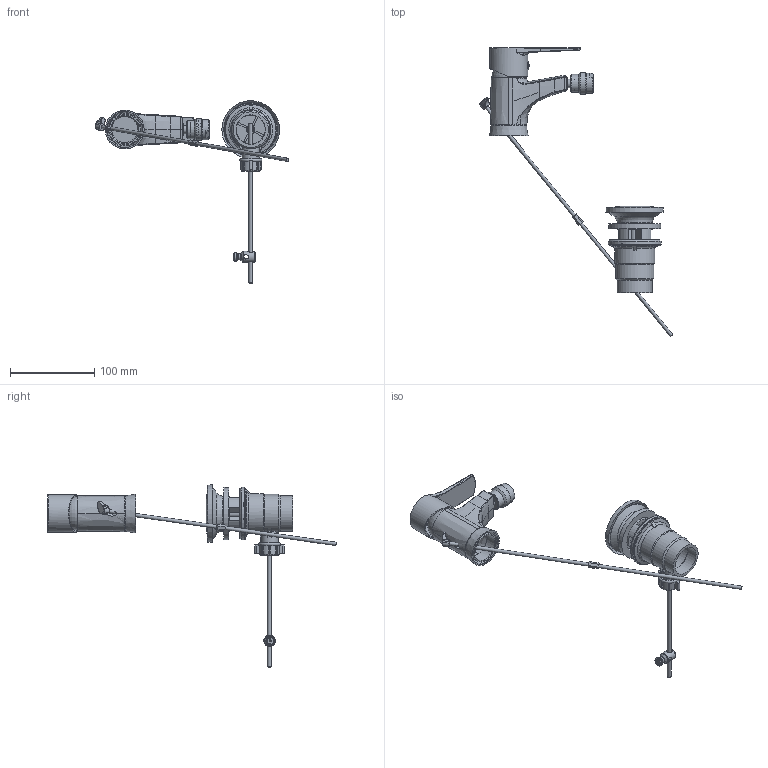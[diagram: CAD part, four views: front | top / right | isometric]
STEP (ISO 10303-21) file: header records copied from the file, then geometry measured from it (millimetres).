
FILE_DESCRIPTION (( 'STEP AP203' ), '1' );
FILE_NAME ('18BP02796.STEP', '2020-12-21T07:18:21', ( '' ), ( '' ), 'SwSTEP 2.0', 'SolidWorks 2018', '' );
FILE_SCHEMA (( 'CONFIG_CONTROL_DESIGN' ));
Length unit declared in the file: millimetre
Products named in the file (1): 18BP02796
Bounding box: 229.79 x 342.6 x 216.59 mm (x, y, z)
Volume: 179496.8 mm3; surface area: 146682.7 mm2
Topology: 27 solids, 27 shells, 1583 faces, 4171 edges, 2695 vertices
Faces by surface type: plane 1096, bspline 207, cylinder 189, torus 45, cone 40, sphere 6
Full cylindrical faces by diameter (mm): 1.576 x1, 3.2 x2, 4 x2, 5 x1, 6 x3, 6.8 x1, 6.987 x1, 7 x1, 7.533 x1, 9.5 x1, 10 x5, 10.5 x1, 11 x1, 12 x1, 12.6 x1, 13 x1, 13.5 x1, 14.5 x1, 15.5 x1, 16.4 x1, 18.1 x2, 18.5 x2, 19 x1, 19.2 x1, 19.7 x1, 20 x2, 20.5 x1, 21 x1, 21.1 x1, 21.5 x1
Entity records: 65895 total; most frequent: CARTESIAN_POINT 28903, ORIENTED_EDGE 7934, DIRECTION 6646, EDGE_CURVE 3967, VECTOR 2786, LINE 2786, VERTEX_POINT 2659, EDGE_LOOP 2004
